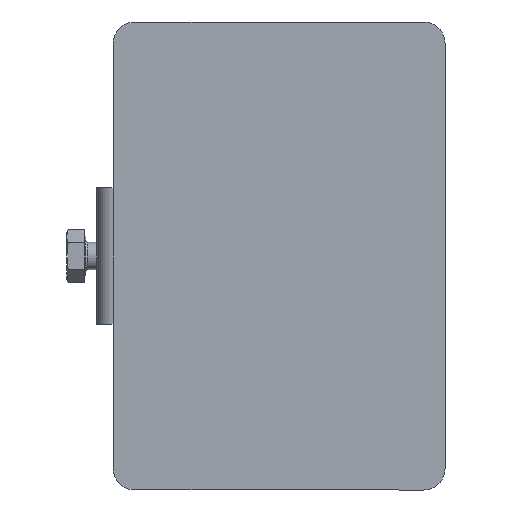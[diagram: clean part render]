
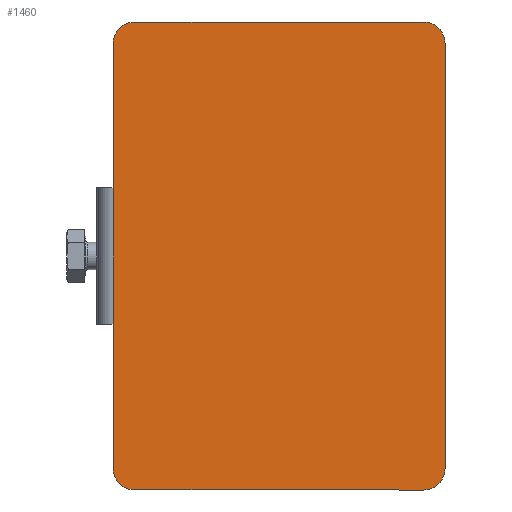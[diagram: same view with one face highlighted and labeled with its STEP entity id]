
A CAD part, left-side view. The second image highlights one B-rep face of the part: STEP entity #1460.
In plain terms, the highlighted planar face has unit normal (-1, 0, 0).
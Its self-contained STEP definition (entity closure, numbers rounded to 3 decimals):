
#8 = VERTEX_POINT ( 'NONE', #1274 ) ;
#15 = AXIS2_PLACEMENT_3D ( 'NONE', #1028, #1580, #2345 ) ;
#69 = VECTOR ( 'NONE', #1336, 1000. ) ;
#86 = DIRECTION ( 'NONE',  ( -1., 0., 0. ) ) ;
#91 = ORIENTED_EDGE ( 'NONE', *, *, #380, .T. ) ;
#101 = ORIENTED_EDGE ( 'NONE', *, *, #1845, .T. ) ;
#104 = ORIENTED_EDGE ( 'NONE', *, *, #555, .T. ) ;
#129 = LINE ( 'NONE', #1881, #2479 ) ;
#134 = EDGE_CURVE ( 'NONE', #931, #1935, #1670, .T. ) ;
#259 = CARTESIAN_POINT ( 'NONE',  ( -30., -5., -770. ) ) ;
#270 = CARTESIAN_POINT ( 'NONE',  ( -30., -13., -873. ) ) ;
#290 = VERTEX_POINT ( 'NONE', #620 ) ;
#327 = CARTESIAN_POINT ( 'NONE',  ( -30., -5., -881. ) ) ;
#329 = CARTESIAN_POINT ( 'NONE',  ( -30., -127., -873. ) ) ;
#338 = DIRECTION ( 'NONE',  ( 0., 1., 0. ) ) ;
#380 = EDGE_CURVE ( 'NONE', #482, #290, #1922, .T. ) ;
#421 = CARTESIAN_POINT ( 'NONE',  ( -30., -127., -881. ) ) ;
#446 = ORIENTED_EDGE ( 'NONE', *, *, #1165, .T. ) ;
#464 = AXIS2_PLACEMENT_3D ( 'NONE', #270, #86, #888 ) ;
#482 = VERTEX_POINT ( 'NONE', #259 ) ;
#491 = VECTOR ( 'NONE', #1192, 1000. ) ;
#522 = DIRECTION ( 'NONE',  ( 0., 0., 1. ) ) ;
#532 = DIRECTION ( 'NONE',  ( -1., 0., 0. ) ) ;
#548 = ORIENTED_EDGE ( 'NONE', *, *, #2034, .T. ) ;
#555 = EDGE_CURVE ( 'NONE', #2138, #2066, #1302, .T. ) ;
#564 = CARTESIAN_POINT ( 'NONE',  ( -30., -119., -717. ) ) ;
#577 = LINE ( 'NONE', #2460, #69 ) ;
#620 = CARTESIAN_POINT ( 'NONE',  ( -30., -5., -820. ) ) ;
#708 = PLANE ( 'NONE',  #1895 ) ;
#727 = DIRECTION ( 'NONE',  ( 0., 0., 1. ) ) ;
#755 = CIRCLE ( 'NONE', #1027, 8. ) ;
#763 = EDGE_LOOP ( 'NONE', ( #1569, #104, #446, #91, #2373, #101, #1858, #548, #1207, #821 ) ) ;
#790 = CARTESIAN_POINT ( 'NONE',  ( -30., -13., -881. ) ) ;
#792 = CIRCLE ( 'NONE', #464, 8. ) ;
#821 = ORIENTED_EDGE ( 'NONE', *, *, #1976, .T. ) ;
#888 = DIRECTION ( 'NONE',  ( 0., 0., 1. ) ) ;
#899 = DIRECTION ( 'NONE',  ( -1., 0., 0. ) ) ;
#931 = VERTEX_POINT ( 'NONE', #790 ) ;
#936 = EDGE_CURVE ( 'NONE', #1376, #1803, #2326, .T. ) ;
#1027 = AXIS2_PLACEMENT_3D ( 'NONE', #2249, #1324, #522 ) ;
#1028 = CARTESIAN_POINT ( 'NONE',  ( -30., -13., -717. ) ) ;
#1124 = LINE ( 'NONE', #1135, #1769 ) ;
#1135 = CARTESIAN_POINT ( 'NONE',  ( -30., -5., -881. ) ) ;
#1144 = DIRECTION ( 'NONE',  ( 0., 0., -1. ) ) ;
#1145 = DIRECTION ( 'NONE',  ( 0., 0., -1. ) ) ;
#1165 = EDGE_CURVE ( 'NONE', #2066, #482, #1124, .T. ) ;
#1192 = DIRECTION ( 'NONE',  ( 0., 0., 1. ) ) ;
#1207 = ORIENTED_EDGE ( 'NONE', *, *, #936, .T. ) ;
#1274 = CARTESIAN_POINT ( 'NONE',  ( -30., -5., -873. ) ) ;
#1302 = CIRCLE ( 'NONE', #15, 8. ) ;
#1324 = DIRECTION ( 'NONE',  ( -1., 0., 0. ) ) ;
#1336 = DIRECTION ( 'NONE',  ( 0., 0., -1. ) ) ;
#1376 = VERTEX_POINT ( 'NONE', #329 ) ;
#1460 = ADVANCED_FACE ( 'NONE', ( #2432 ), #708, .T. ) ;
#1541 = CARTESIAN_POINT ( 'NONE',  ( -30., -5., -770. ) ) ;
#1569 = ORIENTED_EDGE ( 'NONE', *, *, #2256, .T. ) ;
#1580 = DIRECTION ( 'NONE',  ( -1., 0., 0. ) ) ;
#1670 = LINE ( 'NONE', #327, #1996 ) ;
#1683 = DIRECTION ( 'NONE',  ( 0., -1., 0. ) ) ;
#1685 = CIRCLE ( 'NONE', #1882, 8. ) ;
#1709 = DIRECTION ( 'NONE',  ( 0., 0., 1. ) ) ;
#1769 = VECTOR ( 'NONE', #1145, 1000. ) ;
#1803 = VERTEX_POINT ( 'NONE', #2430 ) ;
#1845 = EDGE_CURVE ( 'NONE', #8, #931, #792, .T. ) ;
#1858 = ORIENTED_EDGE ( 'NONE', *, *, #134, .T. ) ;
#1881 = CARTESIAN_POINT ( 'NONE',  ( -30., -5., -709. ) ) ;
#1882 = AXIS2_PLACEMENT_3D ( 'NONE', #564, #899, #727 ) ;
#1887 = CARTESIAN_POINT ( 'NONE',  ( -30., -5., -717. ) ) ;
#1895 = AXIS2_PLACEMENT_3D ( 'NONE', #2258, #532, #1709 ) ;
#1918 = VERTEX_POINT ( 'NONE', #2400 ) ;
#1922 = LINE ( 'NONE', #1541, #1961 ) ;
#1935 = VERTEX_POINT ( 'NONE', #2435 ) ;
#1947 = EDGE_CURVE ( 'NONE', #290, #8, #577, .T. ) ;
#1961 = VECTOR ( 'NONE', #1144, 1000. ) ;
#1976 = EDGE_CURVE ( 'NONE', #1803, #1918, #1685, .T. ) ;
#1996 = VECTOR ( 'NONE', #1683, 1000. ) ;
#2034 = EDGE_CURVE ( 'NONE', #1935, #1376, #755, .T. ) ;
#2066 = VERTEX_POINT ( 'NONE', #1887 ) ;
#2138 = VERTEX_POINT ( 'NONE', #2185 ) ;
#2185 = CARTESIAN_POINT ( 'NONE',  ( -30., -13., -709. ) ) ;
#2249 = CARTESIAN_POINT ( 'NONE',  ( -30., -119., -873. ) ) ;
#2256 = EDGE_CURVE ( 'NONE', #1918, #2138, #129, .T. ) ;
#2258 = CARTESIAN_POINT ( 'NONE',  ( -30., -66., -795. ) ) ;
#2326 = LINE ( 'NONE', #421, #491 ) ;
#2345 = DIRECTION ( 'NONE',  ( 0., 0., 1. ) ) ;
#2373 = ORIENTED_EDGE ( 'NONE', *, *, #1947, .T. ) ;
#2400 = CARTESIAN_POINT ( 'NONE',  ( -30., -119., -709. ) ) ;
#2430 = CARTESIAN_POINT ( 'NONE',  ( -30., -127., -717. ) ) ;
#2432 = FACE_OUTER_BOUND ( 'NONE', #763, .T. ) ;
#2435 = CARTESIAN_POINT ( 'NONE',  ( -30., -119., -881. ) ) ;
#2460 = CARTESIAN_POINT ( 'NONE',  ( -30., -5., -881. ) ) ;
#2479 = VECTOR ( 'NONE', #338, 1000. ) ;
